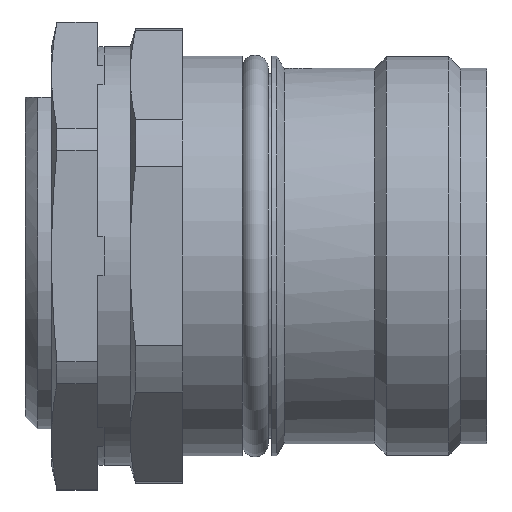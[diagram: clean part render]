
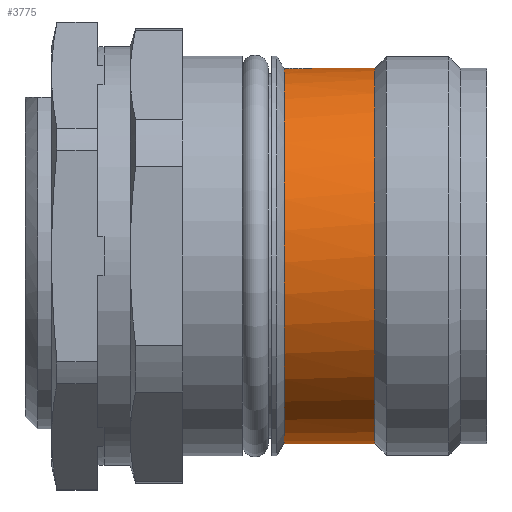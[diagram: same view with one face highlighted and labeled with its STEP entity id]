
A CAD part, left-side view. The second image highlights one B-rep face of the part: STEP entity #3775.
In plain terms, the highlighted cylindrical face has radius 10.75 mm (diameter 21.5 mm), a partial arc.
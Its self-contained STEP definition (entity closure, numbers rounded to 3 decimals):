
#309=CARTESIAN_POINT('',(0.,-8.7,0.));
#310=DIRECTION('',(0.,1.,0.));
#311=DIRECTION('',(0.,0.,-1.));
#312=AXIS2_PLACEMENT_3D('',#309,#310,#311);
#364=DIRECTION('',(0.,-1.,0.));
#365=VECTOR('',#364,5.196);
#366=CARTESIAN_POINT('',(0.,-3.504,-10.75));
#367=LINE('',#366,#365);
#398=CARTESIAN_POINT('',(-0.745,-3.504,
10.724));
#399=CARTESIAN_POINT('',(-0.764,-3.524,
10.723));
#400=CARTESIAN_POINT('',(-0.8,-3.565,
10.72));
#401=CARTESIAN_POINT('',(-0.848,-3.632,
10.717));
#402=CARTESIAN_POINT('',(-0.891,-3.702,
10.713));
#403=CARTESIAN_POINT('',(-0.928,-3.775,
10.71));
#404=CARTESIAN_POINT('',(-0.959,-3.85,
10.707));
#405=CARTESIAN_POINT('',(-0.984,-3.928,
10.705));
#406=CARTESIAN_POINT('',(-1.002,-4.008,10.703));
#407=CARTESIAN_POINT('',(-1.014,-4.089,10.702));
#408=CARTESIAN_POINT('',(-1.02,-4.17,10.701));
#409=CARTESIAN_POINT('',(-1.019,-4.252,10.702));
#410=CARTESIAN_POINT('',(-1.012,-4.333,10.702));
#411=CARTESIAN_POINT('',(-0.998,-4.414,
10.704));
#412=CARTESIAN_POINT('',(-0.978,-4.493,
10.705));
#413=CARTESIAN_POINT('',(-0.951,-4.57,
10.708));
#414=CARTESIAN_POINT('',(-0.918,-4.646,
10.711));
#415=CARTESIAN_POINT('',(-0.88,-4.718,
10.714));
#416=CARTESIAN_POINT('',(-0.835,-4.787,
10.718));
#417=CARTESIAN_POINT('',(-0.786,-4.852,
10.721));
#418=CARTESIAN_POINT('',(-0.731,-4.913,
10.725));
#419=CARTESIAN_POINT('',(-0.671,-4.969,
10.729));
#420=CARTESIAN_POINT('',(-0.608,-5.02,
10.733));
#421=CARTESIAN_POINT('',(-0.54,-5.067,
10.737));
#422=CARTESIAN_POINT('',(-0.493,-5.094,
10.739));
#423=CARTESIAN_POINT('',(-0.468,-5.106,
10.74));
#425=DIRECTION('',(0.,1.,0.));
#426=VECTOR('',#425,0.023);
#427=CARTESIAN_POINT('',(-0.468,-5.106,
10.74));
#428=LINE('',#427,#426);
#429=CARTESIAN_POINT('',(-0.468,-5.083,
10.74));
#430=CARTESIAN_POINT('',(-0.448,-5.094,
10.741));
#431=CARTESIAN_POINT('',(-0.407,-5.114,
10.742));
#432=CARTESIAN_POINT('',(-0.342,-5.14,
10.745));
#433=CARTESIAN_POINT('',(-0.276,-5.162,
10.747));
#434=CARTESIAN_POINT('',(-0.209,-5.179,
10.748));
#435=CARTESIAN_POINT('',(-0.14,-5.191,
10.749));
#436=CARTESIAN_POINT('',(-0.07,-5.198,
10.75));
#437=CARTESIAN_POINT('',(-0.024,-5.2,10.75));
#438=CARTESIAN_POINT('',(0.,-5.2,10.75));
#440=DIRECTION('',(0.,-1.,0.));
#441=VECTOR('',#440,3.5);
#442=CARTESIAN_POINT('',(0.,-5.2,10.75));
#443=LINE('',#442,#441);
#450=CARTESIAN_POINT('',(0.,-3.504,0.));
#451=DIRECTION('',(0.,-1.,0.));
#452=DIRECTION('',(-0.069,0.,0.998));
#453=AXIS2_PLACEMENT_3D('',#450,#451,#452);
#2827=CARTESIAN_POINT('',(0.,-5.2,10.75));
#2828=CARTESIAN_POINT('',(0.,-8.7,10.75));
#2829=VERTEX_POINT('',#2827);
#2830=VERTEX_POINT('',#2828);
#2831=CARTESIAN_POINT('',(0.,-8.7,-10.75));
#2832=VERTEX_POINT('',#2831);
#2833=CARTESIAN_POINT('',(0.,-3.504,-10.75));
#2834=VERTEX_POINT('',#2833);
#3223=CARTESIAN_POINT('',(-0.468,-5.083,
10.74));
#3225=VERTEX_POINT('',#3223);
#3227=VERTEX_POINT('',#398);
#3228=VERTEX_POINT('',#423);
#3759=CARTESIAN_POINT('',(0.,-16.42,0.));
#3760=DIRECTION('',(0.,1.,0.));
#3761=DIRECTION('',(0.,0.,-1.));
#3762=AXIS2_PLACEMENT_3D('',#3759,#3760,#3761);
#3763=CYLINDRICAL_SURFACE('',#3762,10.75);
#3765=ORIENTED_EDGE('',*,*,#3764,.T.);
#3766=ORIENTED_EDGE('',*,*,#3732,.T.);
#3767=ORIENTED_EDGE('',*,*,#3754,.T.);
#3768=ORIENTED_EDGE('',*,*,#3703,.T.);
#3769=ORIENTED_EDGE('',*,*,#3670,.F.);
#3770=ORIENTED_EDGE('',*,*,#3700,.F.);
#3772=ORIENTED_EDGE('',*,*,#3771,.F.);
#3773=EDGE_LOOP('',(#3765,#3766,#3767,#3768,#3769,#3770,#3772));
#3774=FACE_OUTER_BOUND('',#3773,.F.);
#313=CIRCLE('',#312,10.75);
#424=B_SPLINE_CURVE_WITH_KNOTS('',3,(#398,#399,#400,#401,#402,#403,#404,#405,
#406,#407,#408,#409,#410,#411,#412,#413,#414,#415,#416,#417,#418,#419,#420,#421,
#422,#423),.UNSPECIFIED.,.F.,.F.,(4,1,1,1,1,1,1,1,1,1,1,1,1,1,1,1,1,1,1,1,1,1,1,
4),(0.,0.043,0.087,0.13,
0.174,0.217,0.261,0.304,
0.348,0.391,0.435,0.478,
0.522,0.565,0.609,0.652,
0.696,0.739,0.783,0.826,
0.87,0.913,0.957,1.),.UNSPECIFIED.);
#439=B_SPLINE_CURVE_WITH_KNOTS('',3,(#429,#430,#431,#432,#433,#434,#435,#436,
#437,#438),.UNSPECIFIED.,.F.,.F.,(4,1,1,1,1,1,1,4),(0.,0.143,
0.286,0.429,0.571,0.714,
0.857,1.),.UNSPECIFIED.);
#454=CIRCLE('',#453,10.75);
#3670=EDGE_CURVE('',#2832,#2830,#313,.T.);
#3700=EDGE_CURVE('',#2834,#2832,#367,.T.);
#3703=EDGE_CURVE('',#2829,#2830,#443,.T.);
#3732=EDGE_CURVE('',#3228,#3225,#428,.T.);
#3754=EDGE_CURVE('',#3225,#2829,#439,.T.);
#3764=EDGE_CURVE('',#3227,#3228,#424,.T.);
#3771=EDGE_CURVE('',#3227,#2834,#454,.T.);
#3775=ADVANCED_FACE('',(#3774),#3763,.T.);
